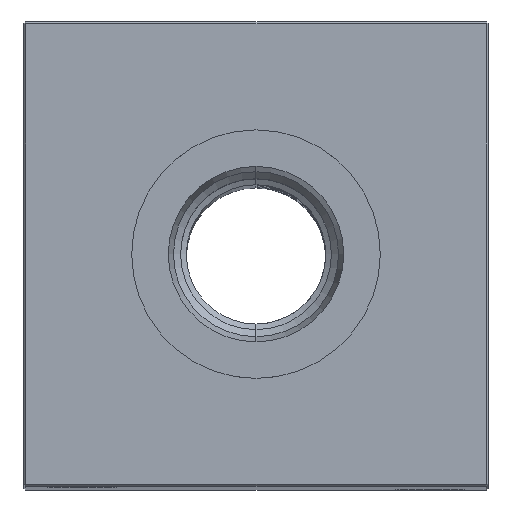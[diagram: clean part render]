
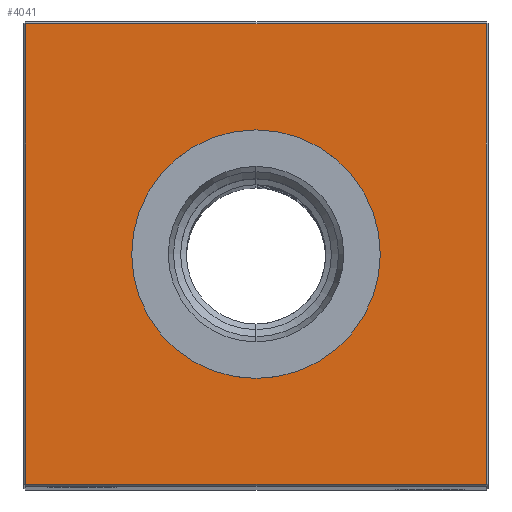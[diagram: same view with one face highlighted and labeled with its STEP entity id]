
A CAD part, top view. The second image highlights one B-rep face of the part: STEP entity #4041.
In plain terms, the highlighted planar face has unit normal (0, 0, 1).
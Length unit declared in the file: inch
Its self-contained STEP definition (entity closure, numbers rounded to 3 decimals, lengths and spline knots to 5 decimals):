
#22 = VERTEX_POINT ( 'NONE', #827 ) ;
#675 = EDGE_CURVE ( 'NONE', #5548, #22, #15067, .T. ) ;
#827 = CARTESIAN_POINT ( 'NONE',  ( -1.24, 1.24, 11.5 ) ) ;
#1449 = CARTESIAN_POINT ( 'NONE',  ( 0., -0.66929, 11.5 ) ) ;
#2954 = CARTESIAN_POINT ( 'NONE',  ( 0., 0., 11.5 ) ) ;
#3914 = AXIS2_PLACEMENT_3D ( 'NONE', #2954, #11190, #25361 ) ;
#4041 = ADVANCED_FACE ( 'NONE', ( #25889, #11732 ), #7728, .F. ) ;
#4277 = ORIENTED_EDGE ( 'NONE', *, *, #675, .T. ) ;
#5369 = CARTESIAN_POINT ( 'NONE',  ( 1.24, 0., 11.5 ) ) ;
#5475 = CARTESIAN_POINT ( 'NONE',  ( 0., -1.24, 11.5 ) ) ;
#5548 = VERTEX_POINT ( 'NONE', #8580 ) ;
#6906 = EDGE_CURVE ( 'NONE', #8584, #5548, #10945, .T. ) ;
#7728 = PLANE ( 'NONE',  #9305 ) ;
#8380 = CARTESIAN_POINT ( 'NONE',  ( -1.24, -1.24, 11.5 ) ) ;
#8580 = CARTESIAN_POINT ( 'NONE',  ( 1.24, 1.24, 11.5 ) ) ;
#8584 = VERTEX_POINT ( 'NONE', #17937 ) ;
#9305 = AXIS2_PLACEMENT_3D ( 'NONE', #21936, #15959, #19823 ) ;
#9405 = ORIENTED_EDGE ( 'NONE', *, *, #25932, .T. ) ;
#10513 = VERTEX_POINT ( 'NONE', #8380 ) ;
#10521 = CARTESIAN_POINT ( 'NONE',  ( -1.24, 0., 11.5 ) ) ;
#10691 = ORIENTED_EDGE ( 'NONE', *, *, #23601, .T. ) ;
#10945 = LINE ( 'NONE', #5369, #22165 ) ;
#11030 = LINE ( 'NONE', #10521, #23066 ) ;
#11190 = DIRECTION ( 'NONE',  ( 0., 0., -1. ) ) ;
#11675 = EDGE_CURVE ( 'NONE', #22, #10513, #11030, .T. ) ;
#11732 = FACE_BOUND ( 'NONE', #15753, .T. ) ;
#12449 = DIRECTION ( 'NONE',  ( -1., 0., 0. ) ) ;
#12751 = DIRECTION ( 'NONE',  ( 0., -1., 0. ) ) ;
#12990 = VERTEX_POINT ( 'NONE', #1449 ) ;
#13356 = ORIENTED_EDGE ( 'NONE', *, *, #26088, .T. ) ;
#13463 = DIRECTION ( 'NONE',  ( 0., 1., 0. ) ) ;
#14227 = CIRCLE ( 'NONE', #23952, 0.66929 ) ;
#14902 = VECTOR ( 'NONE', #21669, 39.37008 ) ;
#15067 = LINE ( 'NONE', #22883, #20210 ) ;
#15684 = LINE ( 'NONE', #5475, #14902 ) ;
#15753 = EDGE_LOOP ( 'NONE', ( #10691, #9405 ) ) ;
#15959 = DIRECTION ( 'NONE',  ( 0., 0., -1. ) ) ;
#16401 = ORIENTED_EDGE ( 'NONE', *, *, #6906, .T. ) ;
#17937 = CARTESIAN_POINT ( 'NONE',  ( 1.24, -1.24, 11.5 ) ) ;
#19327 = DIRECTION ( 'NONE',  ( -1., 0., 0. ) ) ;
#19823 = DIRECTION ( 'NONE',  ( -1., 0., 0. ) ) ;
#20210 = VECTOR ( 'NONE', #19327, 39.37008 ) ;
#20308 = VERTEX_POINT ( 'NONE', #22972 ) ;
#20409 = CARTESIAN_POINT ( 'NONE',  ( 0., 0., 11.5 ) ) ;
#21292 = DIRECTION ( 'NONE',  ( 0., 0., -1. ) ) ;
#21669 = DIRECTION ( 'NONE',  ( 1., 0., 0. ) ) ;
#21936 = CARTESIAN_POINT ( 'NONE',  ( 0., 0., 11.5 ) ) ;
#22121 = CIRCLE ( 'NONE', #3914, 0.66929 ) ;
#22165 = VECTOR ( 'NONE', #13463, 39.37008 ) ;
#22797 = EDGE_LOOP ( 'NONE', ( #25836, #13356, #16401, #4277 ) ) ;
#22883 = CARTESIAN_POINT ( 'NONE',  ( 0., 1.24, 11.5 ) ) ;
#22972 = CARTESIAN_POINT ( 'NONE',  ( 0., 0.66929, 11.5 ) ) ;
#23066 = VECTOR ( 'NONE', #12751, 39.37008 ) ;
#23601 = EDGE_CURVE ( 'NONE', #20308, #12990, #14227, .T. ) ;
#23952 = AXIS2_PLACEMENT_3D ( 'NONE', #20409, #21292, #12449 ) ;
#25361 = DIRECTION ( 'NONE',  ( -1., 0., 0. ) ) ;
#25836 = ORIENTED_EDGE ( 'NONE', *, *, #11675, .T. ) ;
#25889 = FACE_OUTER_BOUND ( 'NONE', #22797, .T. ) ;
#25932 = EDGE_CURVE ( 'NONE', #12990, #20308, #22121, .T. ) ;
#26088 = EDGE_CURVE ( 'NONE', #10513, #8584, #15684, .T. ) ;
